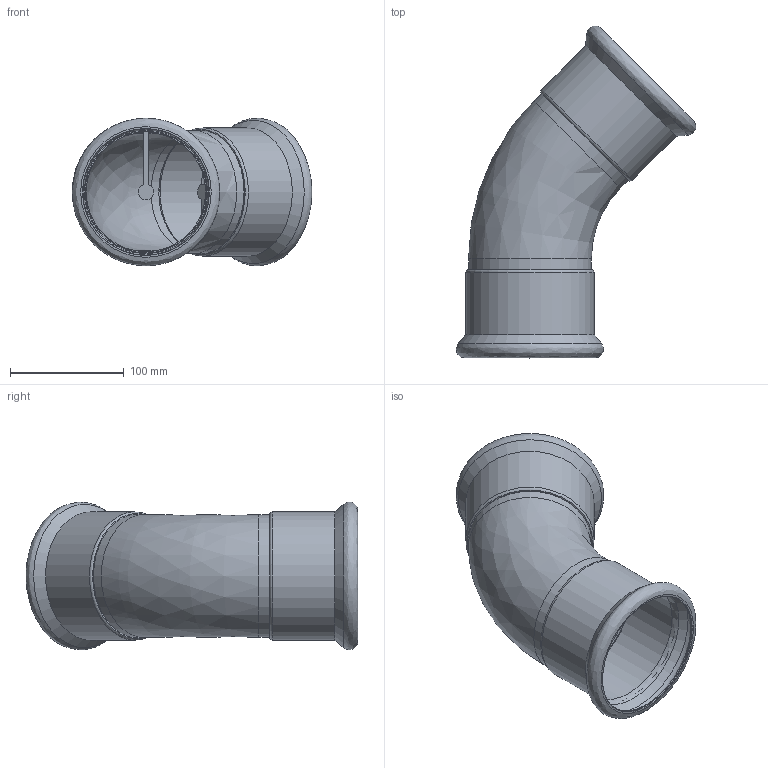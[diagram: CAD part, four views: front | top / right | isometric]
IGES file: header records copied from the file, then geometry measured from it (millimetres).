
Global section: file name: 60613; native system: Autodesk Inventor 2014; preprocessor: unknown; author: seihe2; date: 20150706.121217; units: millimetre
Bounding box: 210.68 x 291.84 x 129.8 mm (x, y, z)
Volume: 181664.3 mm3; surface area: 215191.3 mm2
Topology: 3 solids, 3 shells, 48 faces, 126 edges, 88 vertices
Faces by surface type: revolution 24, plane 16, cylinder 6, cone 2
Full cylindrical faces by diameter (mm): 108 x2, 112.8 x2
